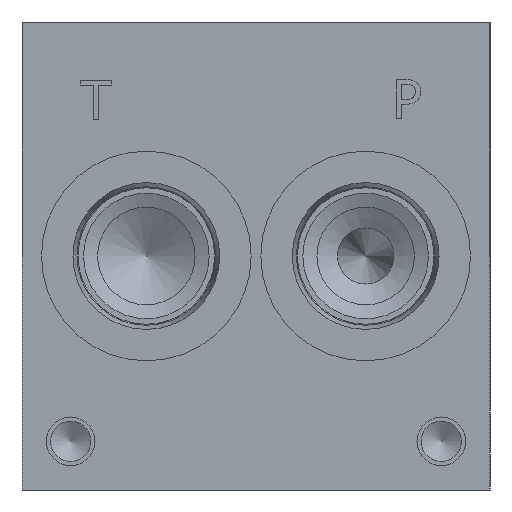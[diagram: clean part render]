
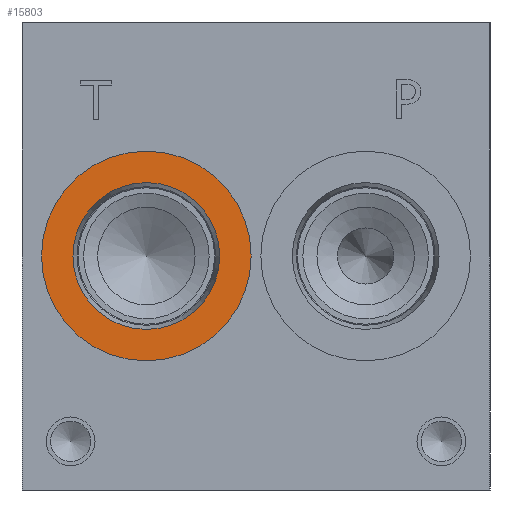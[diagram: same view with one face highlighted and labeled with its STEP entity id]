
A CAD part, left-side view. The second image highlights one B-rep face of the part: STEP entity #15803.
In plain terms, the highlighted planar face has unit normal (-1, 0, 0).
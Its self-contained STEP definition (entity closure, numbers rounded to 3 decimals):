
#364=CIRCLE('',#16575,17.069);
#365=CIRCLE('',#16576,17.069);
#366=CIRCLE('',#16578,11.951);
#367=CIRCLE('',#16579,11.951);
#743=FACE_BOUND('',#3011,.T.);
#2099=FACE_OUTER_BOUND('',#3010,.T.);
#3010=EDGE_LOOP('',(#13244,#13245));
#3011=EDGE_LOOP('',(#13246,#13247));
#7167=VERTEX_POINT('',#26980);
#7168=VERTEX_POINT('',#26982);
#7169=VERTEX_POINT('',#26986);
#7170=VERTEX_POINT('',#26987);
#9283=EDGE_CURVE('',#7167,#7168,#364,.T.);
#9284=EDGE_CURVE('',#7168,#7167,#365,.T.);
#9285=EDGE_CURVE('',#7169,#7170,#366,.T.);
#9286=EDGE_CURVE('',#7170,#7169,#367,.T.);
#13244=ORIENTED_EDGE('',*,*,#9284,.F.);
#13245=ORIENTED_EDGE('',*,*,#9283,.F.);
#13246=ORIENTED_EDGE('',*,*,#9285,.T.);
#13247=ORIENTED_EDGE('',*,*,#9286,.T.);
#14564=PLANE('',#16577);
#15803=ADVANCED_FACE('',(#2099,#743),#14564,.F.);
#16575=AXIS2_PLACEMENT_3D('',#26983,#19408,#19409);
#16576=AXIS2_PLACEMENT_3D('',#26984,#19410,#19411);
#16577=AXIS2_PLACEMENT_3D('',#26985,#19412,#19413);
#16578=AXIS2_PLACEMENT_3D('',#26988,#19414,#19415);
#16579=AXIS2_PLACEMENT_3D('',#26989,#19416,#19417);
#19408=DIRECTION('center_axis',(1.,0.,0.));
#19409=DIRECTION('ref_axis',(0.,0.,-1.));
#19410=DIRECTION('center_axis',(1.,0.,0.));
#19411=DIRECTION('ref_axis',(0.,0.,-1.));
#19412=DIRECTION('center_axis',(1.,0.,0.));
#19413=DIRECTION('ref_axis',(0.,0.,-1.));
#19414=DIRECTION('center_axis',(1.,0.,0.));
#19415=DIRECTION('ref_axis',(0.,0.,-1.));
#19416=DIRECTION('center_axis',(1.,0.,0.));
#19417=DIRECTION('ref_axis',(0.,0.,-1.));
#26980=CARTESIAN_POINT('',(0.787,55.956,21.031));
#26982=CARTESIAN_POINT('',(0.787,55.956,55.169));
#26983=CARTESIAN_POINT('Origin',(0.787,55.956,38.1));
#26984=CARTESIAN_POINT('Origin',(0.787,55.956,38.1));
#26985=CARTESIAN_POINT('Origin',(0.787,55.956,50.051));
#26986=CARTESIAN_POINT('',(0.787,55.956,50.051));
#26987=CARTESIAN_POINT('',(0.787,55.956,26.149));
#26988=CARTESIAN_POINT('Origin',(0.787,55.956,38.1));
#26989=CARTESIAN_POINT('Origin',(0.787,55.956,38.1));
